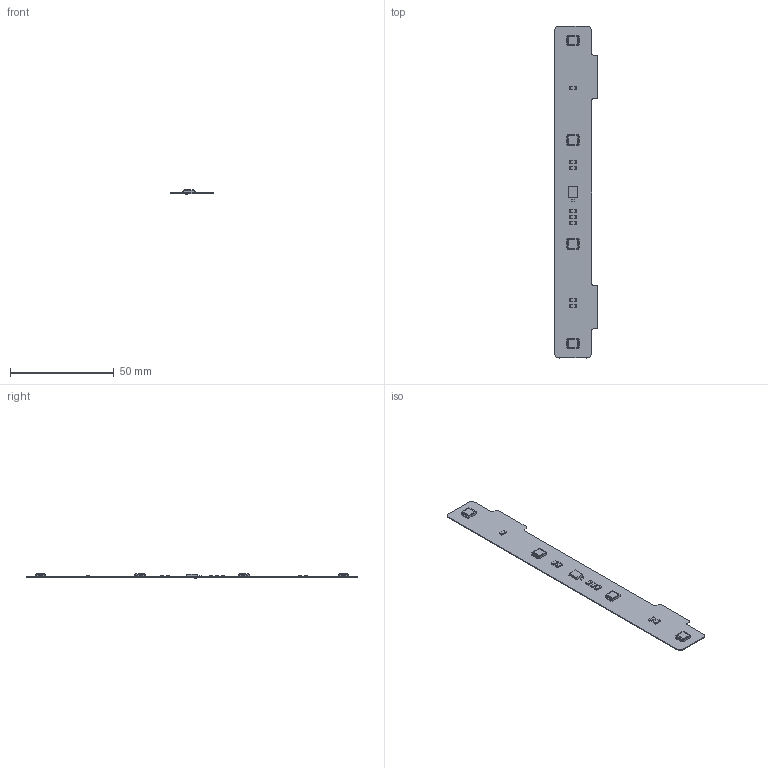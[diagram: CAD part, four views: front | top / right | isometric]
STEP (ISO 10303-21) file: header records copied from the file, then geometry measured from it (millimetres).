
FILE_DESCRIPTION(('Open CASCADE Model'),'2;1');
FILE_NAME('Open CASCADE Shape Model','2016-11-13T11:12:13',('Author'),( 'Open CASCADE'),'Open CASCADE STEP processor 6.2','Open CASCADE 6.2' ,'Unknown');
FILE_SCHEMA(('AUTOMOTIVE_DESIGN { 1 0 10303 214 1 1 1 1 }'));
Length unit declared in the file: millimetre
Products named in the file (38): PCB; Board; R3; 659768624; Extruded; 659764912; R6; R7; R5; R4; R8; VD1; 659767984; 659767856; 659767728; 659767600; 659767344; VD2; VD3; VD4; DD1; 659768240; 638519456; Cylinder; C1; 659768496; 659768368; R2; R1
Assembly tree (91 placements, depth 4):
  PCB
    Board
    R3
      659768624  x2
        Extruded
      659764912
        Extruded
    R6
      659768624  x2
        Extruded
      659764912
        Extruded
    R7
      659768624  x2
        Extruded
      659764912
        Extruded
    R5
      659768624  x2
        Extruded
      659764912
        Extruded
    R4
      659768624  x2
        Extruded
      659764912
        Extruded
    R8
      659768624  x2
        Extruded
      659764912
        Extruded
    VD1
      659767984  x4
        Extruded
      659767856  x2
        Extruded
      659767728
        Extruded
      659767600
        Extruded
      659767344
        Extruded
    VD2
      659767344
        Extruded
      659767600
        Extruded
      659767728
        Extruded
      659767856  x2
        Extruded
      659767984  x4
        Extruded
    VD3
      659767984  x4
        Extruded
      659767856  x2
        Extruded
      659767728
Bounding box: 21.02 x 160.02 x 1.95 mm (x, y, z)
Volume: 1509 mm3; surface area: 7137.3 mm2
Topology: 66 solids, 66 shells, 517 faces, 1155 edges, 770 vertices
Faces by surface type: plane 516, cylinder 1
Full cylindrical faces by diameter (mm): 1 x1
Entity records: 12914 total; most frequent: CARTESIAN_POINT 2038, DIRECTION 1979, LINE 1425, VECTOR 1425, ORIENTED_EDGE 954, PCURVE 954, DEFINITIONAL_REPRESENTATION 954, EDGE_CURVE 477
